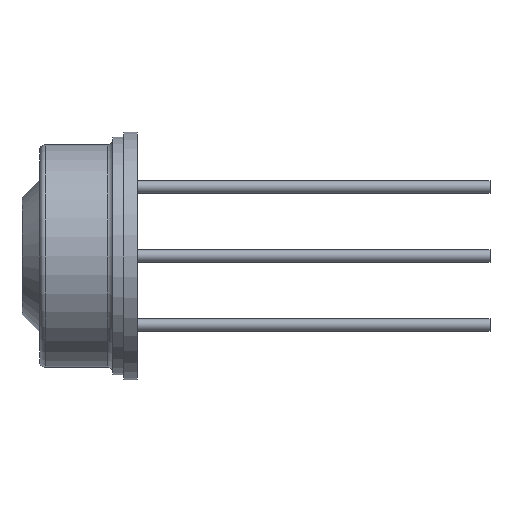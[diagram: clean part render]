
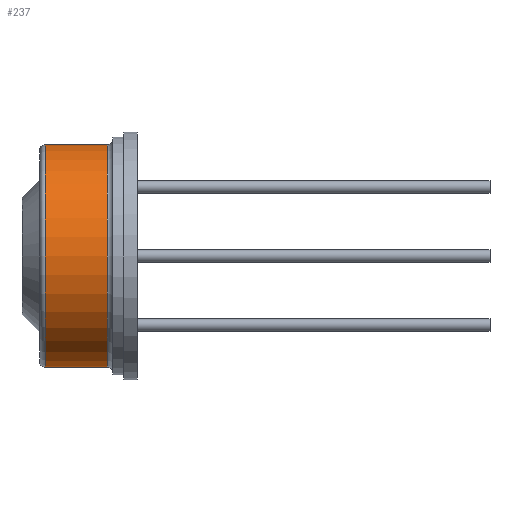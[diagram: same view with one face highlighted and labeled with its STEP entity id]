
A CAD part, left-side view. The second image highlights one B-rep face of the part: STEP entity #237.
In plain terms, the highlighted cylindrical face has radius 4.1 mm (diameter 8.2 mm), a partial arc.
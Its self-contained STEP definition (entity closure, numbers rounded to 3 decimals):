
#11 = CARTESIAN_POINT ( 'NONE',  ( 0., 1.1, 4.1 ) ) ;
#33 = CARTESIAN_POINT ( 'NONE',  ( 0., 1.1, 0. ) ) ;
#122 = VERTEX_POINT ( 'NONE', #1286 ) ;
#163 = DIRECTION ( 'NONE',  ( 0., -1., 0. ) ) ;
#207 = CIRCLE ( 'NONE', #707, 4.1 ) ;
#237 = ADVANCED_FACE ( 'NONE', ( #1027 ), #863, .T. ) ;
#358 = LINE ( 'NONE', #1334, #1708 ) ;
#392 = ORIENTED_EDGE ( 'NONE', *, *, #590, .F. ) ;
#496 = ORIENTED_EDGE ( 'NONE', *, *, #966, .F. ) ;
#521 = CARTESIAN_POINT ( 'NONE',  ( 0., 3.4, 0. ) ) ;
#566 = CARTESIAN_POINT ( 'NONE',  ( 0., 0., 0. ) ) ;
#590 = EDGE_CURVE ( 'NONE', #873, #122, #704, .T. ) ;
#595 = VERTEX_POINT ( 'NONE', #786 ) ;
#645 = EDGE_CURVE ( 'NONE', #1530, #122, #1060, .T. ) ;
#686 = DIRECTION ( 'NONE',  ( 0., -1., 0. ) ) ;
#694 = DIRECTION ( 'NONE',  ( 0., -1., 0. ) ) ;
#704 = CIRCLE ( 'NONE', #1326, 4.1 ) ;
#707 = AXIS2_PLACEMENT_3D ( 'NONE', #521, #163, #1449 ) ;
#760 = EDGE_LOOP ( 'NONE', ( #496, #961, #777, #392 ) ) ;
#777 = ORIENTED_EDGE ( 'NONE', *, *, #645, .T. ) ;
#786 = CARTESIAN_POINT ( 'NONE',  ( 0., 3.4, 4.1 ) ) ;
#841 = EDGE_CURVE ( 'NONE', #595, #1530, #207, .T. ) ;
#863 = CYLINDRICAL_SURFACE ( 'NONE', #1069, 4.1 ) ;
#873 = VERTEX_POINT ( 'NONE', #11 ) ;
#936 = DIRECTION ( 'NONE',  ( 0., -1., 0. ) ) ;
#961 = ORIENTED_EDGE ( 'NONE', *, *, #841, .T. ) ;
#966 = EDGE_CURVE ( 'NONE', #595, #873, #358, .T. ) ;
#970 = VECTOR ( 'NONE', #1639, 1000. ) ;
#979 = CARTESIAN_POINT ( 'NONE',  ( 0., 0., -4.1 ) ) ;
#1027 = FACE_OUTER_BOUND ( 'NONE', #760, .T. ) ;
#1060 = LINE ( 'NONE', #979, #970 ) ;
#1069 = AXIS2_PLACEMENT_3D ( 'NONE', #566, #694, #1327 ) ;
#1188 = DIRECTION ( 'NONE',  ( 0., 0., -1. ) ) ;
#1219 = CARTESIAN_POINT ( 'NONE',  ( 0., 3.4, -4.1 ) ) ;
#1286 = CARTESIAN_POINT ( 'NONE',  ( 0., 1.1, -4.1 ) ) ;
#1326 = AXIS2_PLACEMENT_3D ( 'NONE', #33, #936, #1188 ) ;
#1327 = DIRECTION ( 'NONE',  ( 0., 0., -1. ) ) ;
#1334 = CARTESIAN_POINT ( 'NONE',  ( 0., 0., 4.1 ) ) ;
#1449 = DIRECTION ( 'NONE',  ( 0., 0., -1. ) ) ;
#1530 = VERTEX_POINT ( 'NONE', #1219 ) ;
#1639 = DIRECTION ( 'NONE',  ( 0., -1., 0. ) ) ;
#1708 = VECTOR ( 'NONE', #686, 1000. ) ;
